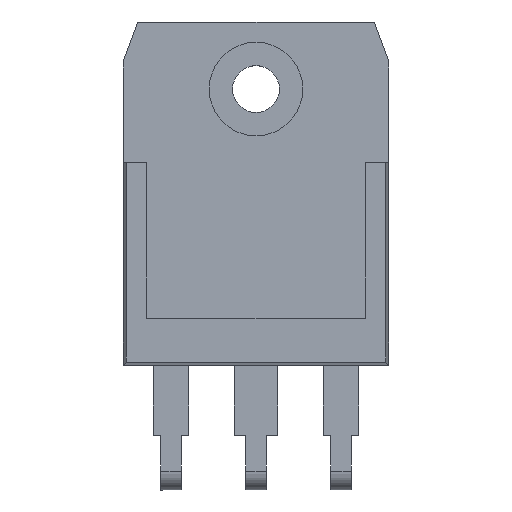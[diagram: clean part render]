
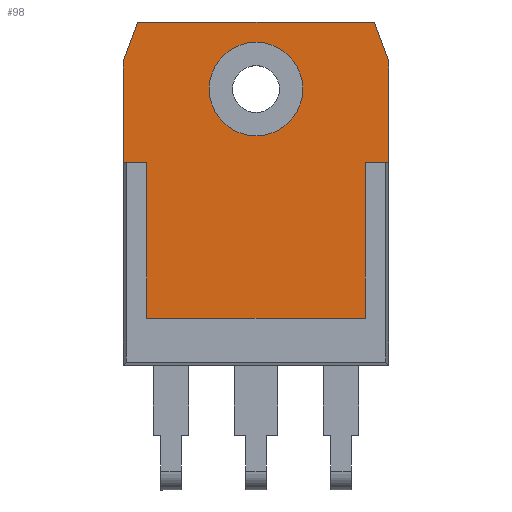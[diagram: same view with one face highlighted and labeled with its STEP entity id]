
A CAD part, top view. The second image highlights one B-rep face of the part: STEP entity #98.
In plain terms, the highlighted planar face has unit normal (0, 0, 1).
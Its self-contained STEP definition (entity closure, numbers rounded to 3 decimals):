
#98=ADVANCED_FACE('',(#899,#901),#903,.F.);
#899=FACE_BOUND('',#900,.T.);
#900=EDGE_LOOP('',(#1538,#1539,#1540,#1541,#1542,#1543,#1544,#1545,#1546,#1547));
#901=FACE_BOUND('',#902,.T.);
#902=EDGE_LOOP('',(#1548));
#903=PLANE('',#904);
#904=AXIS2_PLACEMENT_3D('',#905,#906,#907);
#905=CARTESIAN_POINT('',(0.,0.,5.3));
#906=DIRECTION('',(0.,0.,-1.));
#907=DIRECTION('',(1.,0.,0.));
#1538=ORIENTED_EDGE('',*,*,#1944,.F.);
#1539=ORIENTED_EDGE('',*,*,#1945,.F.);
#1540=ORIENTED_EDGE('',*,*,#1946,.F.);
#1541=ORIENTED_EDGE('',*,*,#1947,.F.);
#1542=ORIENTED_EDGE('',*,*,#1948,.F.);
#1543=ORIENTED_EDGE('',*,*,#1949,.F.);
#1544=ORIENTED_EDGE('',*,*,#1950,.F.);
#1545=ORIENTED_EDGE('',*,*,#1951,.F.);
#1546=ORIENTED_EDGE('',*,*,#1952,.F.);
#1547=ORIENTED_EDGE('',*,*,#1953,.F.);
#1548=ORIENTED_EDGE('',*,*,#1954,.T.);
#1944=EDGE_CURVE('',#2147,#2148,#2149,.T.);
#1945=EDGE_CURVE('',#2150,#2147,#2151,.T.);
#1946=EDGE_CURVE('',#2152,#2150,#2153,.T.);
#1947=EDGE_CURVE('',#2154,#2152,#2155,.T.);
#1948=EDGE_CURVE('',#2156,#2154,#2157,.T.);
#1949=EDGE_CURVE('',#2158,#2156,#2159,.T.);
#1950=EDGE_CURVE('',#2160,#2158,#2161,.T.);
#1951=EDGE_CURVE('',#2162,#2160,#2163,.T.);
#1952=EDGE_CURVE('',#2164,#2162,#2165,.T.);
#1953=EDGE_CURVE('',#2148,#2164,#2166,.T.);
#1954=EDGE_CURVE('',#2167,#2167,#2168,.T.);
#2147=VERTEX_POINT('',#2478);
#2148=VERTEX_POINT('',#2479);
#2149=LINE('',#2480,#2481);
#2150=VERTEX_POINT('',#2483);
#2151=LINE('',#2484,#2485);
#2152=VERTEX_POINT('',#2487);
#2153=LINE('',#2488,#2489);
#2154=VERTEX_POINT('',#2491);
#2155=LINE('',#2492,#2493);
#2156=VERTEX_POINT('',#2495);
#2157=LINE('',#2496,#2497);
#2158=VERTEX_POINT('',#2499);
#2159=LINE('',#2500,#2501);
#2160=VERTEX_POINT('',#2503);
#2161=LINE('',#2504,#2505);
#2162=VERTEX_POINT('',#2507);
#2163=LINE('',#2508,#2509);
#2164=VERTEX_POINT('',#2511);
#2165=LINE('',#2512,#2513);
#2166=LINE('',#2515,#2516);
#2167=VERTEX_POINT('',#2518);
#2168=CIRCLE('',#2519,3.);
#2478=CARTESIAN_POINT('',(-7.59,29.7,5.3));
#2479=CARTESIAN_POINT('',(7.59,29.7,5.3));
#2480=CARTESIAN_POINT('',(-7.59,29.7,5.3));
#2481=VECTOR('',#2482,1.);
#2482=DIRECTION('',(1.,0.,0.));
#2483=CARTESIAN_POINT('',(-8.5,27.2,5.3));
#2484=CARTESIAN_POINT('',(-8.5,27.2,5.3));
#2485=VECTOR('',#2486,1.);
#2486=DIRECTION('',(0.342,0.94,0.));
#2487=CARTESIAN_POINT('',(-8.5,20.7,5.3));
#2488=CARTESIAN_POINT('',(-8.5,20.7,5.3));
#2489=VECTOR('',#2490,1.);
#2490=DIRECTION('',(0.,1.,0.));
#2491=CARTESIAN_POINT('',(-7.,20.7,5.3));
#2492=CARTESIAN_POINT('',(-7.,20.7,5.3));
#2493=VECTOR('',#2494,1.);
#2494=DIRECTION('',(-1.,0.,0.));
#2495=CARTESIAN_POINT('',(-7.,10.7,5.3));
#2496=CARTESIAN_POINT('',(-7.,10.7,5.3));
#2497=VECTOR('',#2498,1.);
#2498=DIRECTION('',(0.,1.,0.));
#2499=CARTESIAN_POINT('',(7.,10.7,5.3));
#2500=CARTESIAN_POINT('',(7.,10.7,5.3));
#2501=VECTOR('',#2502,1.);
#2502=DIRECTION('',(-1.,0.,0.));
#2503=CARTESIAN_POINT('',(7.,20.7,5.3));
#2504=CARTESIAN_POINT('',(7.,20.7,5.3));
#2505=VECTOR('',#2506,1.);
#2506=DIRECTION('',(0.,-1.,0.));
#2507=CARTESIAN_POINT('',(8.5,20.7,5.3));
#2508=CARTESIAN_POINT('',(8.5,20.7,5.3));
#2509=VECTOR('',#2510,1.);
#2510=DIRECTION('',(-1.,0.,0.));
#2511=CARTESIAN_POINT('',(8.5,27.2,5.3));
#2512=CARTESIAN_POINT('',(8.5,27.2,5.3));
#2513=VECTOR('',#2514,1.);
#2514=DIRECTION('',(0.,-1.,0.));
#2515=CARTESIAN_POINT('',(7.59,29.7,5.3));
#2516=VECTOR('',#2517,1.);
#2517=DIRECTION('',(0.342,-0.94,0.));
#2518=CARTESIAN_POINT('',(3.,25.4,5.3));
#2519=AXIS2_PLACEMENT_3D('',#2520,#2521,#2522);
#2520=CARTESIAN_POINT('',(0.,25.4,5.3));
#2521=DIRECTION('',(0.,0.,-1.));
#2522=DIRECTION('',(1.,0.,0.));
